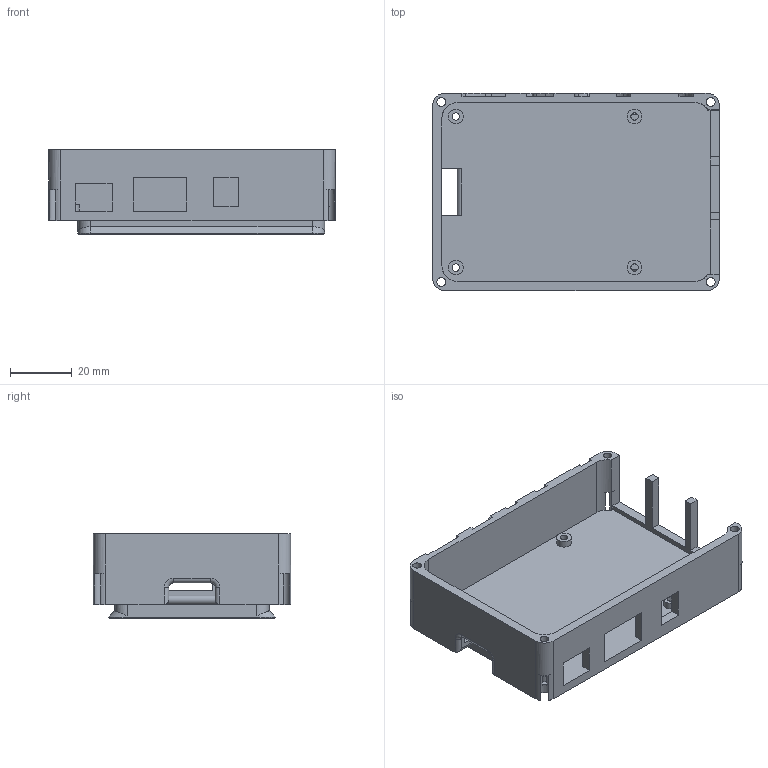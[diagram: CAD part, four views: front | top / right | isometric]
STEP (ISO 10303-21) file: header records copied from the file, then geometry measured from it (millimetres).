
FILE_DESCRIPTION(/* description */ ('STEP AP242','CAx-IF Rec.Pracs.---Representation and Presentation of Product Manufacturing Information (PMI)---4.0---2014-10-13','CAx-IF Rec.Pracs.---3D Tessellated Geometry---0.4---2014-09-14','2;1'),/* implementation_level */ '2;1');
FILE_NAME(/* name */ '6434c711e557d15ac3a786fd',/* time_stamp */ '2023-04-11T02:33:54+00:00',/* author */ (''),/* organization */ (''),/* preprocessor_version */ 'ST-DEVELOPER v18.102',/* originating_system */ ' ',/* authorisation */ ' ');
FILE_SCHEMA (('AP242_MANAGED_MODEL_BASED_3D_ENGINEERING_MIM_LF { 1 0 10303 442 1 1 4 }'));
Length unit declared in the file: metre
Products named in the file (1): Bottom
Bounding box: 93 x 64 x 27.5 mm (x, y, z)
Volume: 46401.9 mm3; surface area: 26566.6 mm2
Topology: 1 solids, 1 shells, 533 faces, 1440 edges, 952 vertices
Faces by surface type: plane 456, cylinder 40, bspline 35, torus 2
Full cylindrical faces by diameter (mm): 2.4 x4, 2.85 x4, 4.8 x4
Entity records: 16679 total; most frequent: CARTESIAN_POINT 3395, ORIENTED_EDGE 2852, DIRECTION 2447, EDGE_CURVE 1426, LINE 1247, VECTOR 1247, VERTEX_POINT 950, EDGE_LOOP 622
